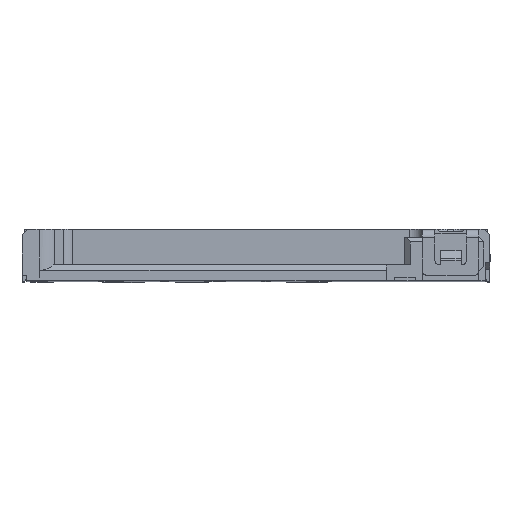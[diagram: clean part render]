
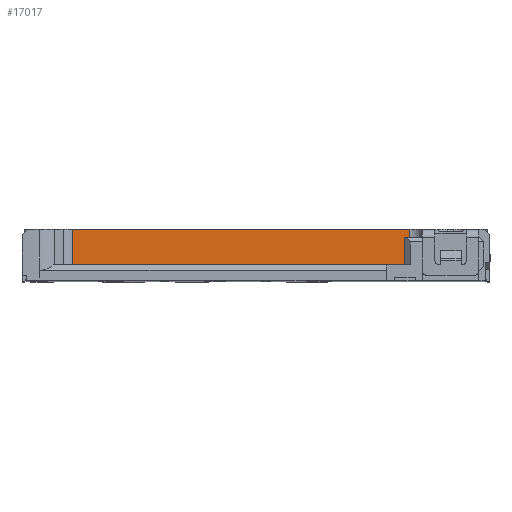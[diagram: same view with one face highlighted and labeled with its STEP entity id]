
A CAD part, top view. The second image highlights one B-rep face of the part: STEP entity #17017.
In plain terms, the highlighted planar face has unit normal (0, 0, 1).
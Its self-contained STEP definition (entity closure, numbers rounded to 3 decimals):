
#138 = VERTEX_POINT ( 'NONE', #10970 ) ;
#421 = ORIENTED_EDGE ( 'NONE', *, *, #17298, .T. ) ;
#847 = CARTESIAN_POINT ( 'NONE',  ( 4.55, 0.4, 11.05 ) ) ;
#1494 = EDGE_CURVE ( 'NONE', #138, #15431, #17592, .T. ) ;
#1924 = EDGE_CURVE ( 'NONE', #11879, #7747, #6394, .T. ) ;
#2395 = CARTESIAN_POINT ( 'NONE',  ( 4.67, 1.05, 11.05 ) ) ;
#2483 = LINE ( 'NONE', #12623, #9521 ) ;
#3663 = VECTOR ( 'NONE', #15022, 1000. ) ;
#4181 = ORIENTED_EDGE ( 'NONE', *, *, #11780, .T. ) ;
#4915 = DIRECTION ( 'NONE',  ( -1., 0., 0. ) ) ;
#5367 = LINE ( 'NONE', #7522, #12378 ) ;
#5653 = DIRECTION ( 'NONE',  ( -1., 0., 0. ) ) ;
#6279 = CARTESIAN_POINT ( 'NONE',  ( -4.42, -34.818, 11.05 ) ) ;
#6394 = LINE ( 'NONE', #15248, #17575 ) ;
#6668 = CARTESIAN_POINT ( 'NONE',  ( 4.67, -34.818, 11.05 ) ) ;
#6970 = CARTESIAN_POINT ( 'NONE',  ( -3.42, 0.4, 11.05 ) ) ;
#7135 = AXIS2_PLACEMENT_3D ( 'NONE', #6279, #13315, #4915 ) ;
#7245 = ORIENTED_EDGE ( 'NONE', *, *, #1924, .F. ) ;
#7433 = CARTESIAN_POINT ( 'NONE',  ( -3.42, 1.25, 11.05 ) ) ;
#7522 = CARTESIAN_POINT ( 'NONE',  ( 4.55, -34.818, 11.05 ) ) ;
#7597 = ORIENTED_EDGE ( 'NONE', *, *, #14326, .F. ) ;
#7747 = VERTEX_POINT ( 'NONE', #7433 ) ;
#8921 = DIRECTION ( 'NONE',  ( 0., -1., 0. ) ) ;
#9170 = CARTESIAN_POINT ( 'NONE',  ( -4.42, 1.05, 11.05 ) ) ;
#9185 = VECTOR ( 'NONE', #10912, 1000. ) ;
#9319 = DIRECTION ( 'NONE',  ( 1., 0., 0. ) ) ;
#9521 = VECTOR ( 'NONE', #5653, 1000. ) ;
#9634 = LINE ( 'NONE', #6668, #9185 ) ;
#10912 = DIRECTION ( 'NONE',  ( 0., 1., 0. ) ) ;
#10970 = CARTESIAN_POINT ( 'NONE',  ( 4.55, 1.05, 11.05 ) ) ;
#11085 = FACE_OUTER_BOUND ( 'NONE', #15903, .T. ) ;
#11163 = LINE ( 'NONE', #13614, #3663 ) ;
#11780 = EDGE_CURVE ( 'NONE', #15431, #14008, #9634, .T. ) ;
#11879 = VERTEX_POINT ( 'NONE', #6970 ) ;
#12378 = VECTOR ( 'NONE', #8921, 1000. ) ;
#12623 = CARTESIAN_POINT ( 'NONE',  ( -4.42, 1.25, 11.05 ) ) ;
#12872 = CARTESIAN_POINT ( 'NONE',  ( 4.67, 1.25, 11.05 ) ) ;
#13267 = PLANE ( 'NONE',  #7135 ) ;
#13315 = DIRECTION ( 'NONE',  ( 0., 0., -1. ) ) ;
#13550 = DIRECTION ( 'NONE',  ( 0., 1., 0. ) ) ;
#13614 = CARTESIAN_POINT ( 'NONE',  ( -1.59, 0.4, 11.05 ) ) ;
#13861 = VECTOR ( 'NONE', #9319, 1000. ) ;
#14008 = VERTEX_POINT ( 'NONE', #12872 ) ;
#14154 = ORIENTED_EDGE ( 'NONE', *, *, #1494, .T. ) ;
#14326 = EDGE_CURVE ( 'NONE', #15941, #11879, #11163, .T. ) ;
#15022 = DIRECTION ( 'NONE',  ( -1., 0., 0. ) ) ;
#15248 = CARTESIAN_POINT ( 'NONE',  ( -3.42, -34.818, 11.05 ) ) ;
#15431 = VERTEX_POINT ( 'NONE', #2395 ) ;
#15903 = EDGE_LOOP ( 'NONE', ( #7245, #7597, #16197, #14154, #4181, #421 ) ) ;
#15941 = VERTEX_POINT ( 'NONE', #847 ) ;
#16197 = ORIENTED_EDGE ( 'NONE', *, *, #16916, .F. ) ;
#16916 = EDGE_CURVE ( 'NONE', #138, #15941, #5367, .T. ) ;
#17017 = ADVANCED_FACE ( 'NONE', ( #11085 ), #13267, .F. ) ;
#17298 = EDGE_CURVE ( 'NONE', #14008, #7747, #2483, .T. ) ;
#17575 = VECTOR ( 'NONE', #13550, 1000. ) ;
#17592 = LINE ( 'NONE', #9170, #13861 ) ;
